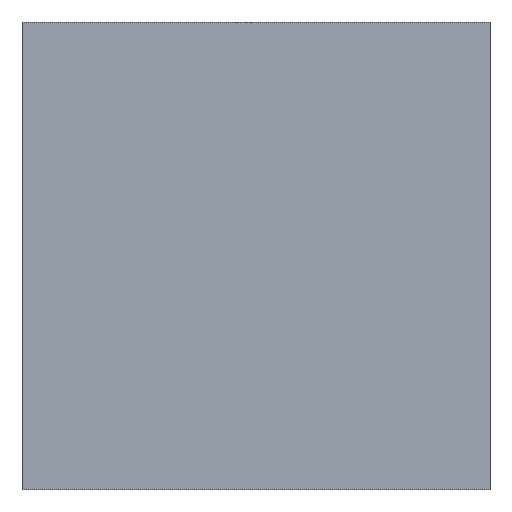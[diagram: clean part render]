
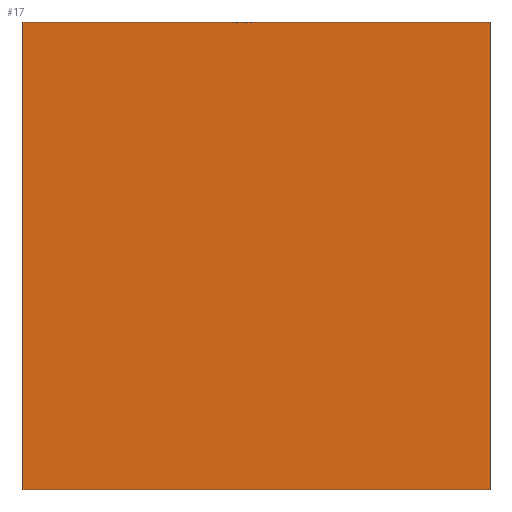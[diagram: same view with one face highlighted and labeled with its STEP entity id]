
A CAD part, top view. The second image highlights one B-rep face of the part: STEP entity #17.
In plain terms, the highlighted free-form (B-spline) face has degree [3, 3] with [4, 4] control points.
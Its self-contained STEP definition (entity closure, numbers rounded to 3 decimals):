
#17 = ADVANCED_FACE('',(#18),#33,.T.);
#18 = FACE_BOUND('',#19,.T.);
#19 = EDGE_LOOP('',(#20,#56,#73,#90));
#20 = ORIENTED_EDGE('',*,*,#21,.F.);
#21 = EDGE_CURVE('',#22,#24,#26,.T.);
#22 = VERTEX_POINT('',#23);
#23 = CARTESIAN_POINT('',(-5.,-5.,1.));
#24 = VERTEX_POINT('',#25);
#25 = CARTESIAN_POINT('',(-5.,5.,1.));
#26 = SURFACE_CURVE('',#27,(#32),.PCURVE_S1.);
#27 = B_SPLINE_CURVE_WITH_KNOTS('',3,(#28,#29,#30,#31),.UNSPECIFIED.,.F.
  ,.F.,(4,4),(0.,1.),.PIECEWISE_BEZIER_KNOTS.);
#28 = CARTESIAN_POINT('',(-5.,-5.,1.));
#29 = CARTESIAN_POINT('',(-5.,-1.667,1.));
#30 = CARTESIAN_POINT('',(-5.,1.667,1.));
#31 = CARTESIAN_POINT('',(-5.,5.,1.));
#32 = PCURVE('',#33,#50);
#33 = B_SPLINE_SURFACE_WITH_KNOTS('',3,3,(
    (#34,#35,#36,#37)
    ,(#38,#39,#40,#41)
    ,(#42,#43,#44,#45)
    ,(#46,#47,#48,#49
    )),.UNSPECIFIED.,.F.,.F.,.F.,(4,4),(4,4),(0.,1.),(0.,1.),
  .PIECEWISE_BEZIER_KNOTS.);
#34 = CARTESIAN_POINT('',(-5.,-5.,1.));
#35 = CARTESIAN_POINT('',(-5.,-1.667,1.));
#36 = CARTESIAN_POINT('',(-5.,1.667,1.));
#37 = CARTESIAN_POINT('',(-5.,5.,1.));
#38 = CARTESIAN_POINT('',(-1.667,-5.,1.));
#39 = CARTESIAN_POINT('',(-1.667,-1.667,1.));
#40 = CARTESIAN_POINT('',(-1.667,1.667,1.));
#41 = CARTESIAN_POINT('',(-1.667,5.,1.));
#42 = CARTESIAN_POINT('',(1.667,-5.,1.));
#43 = CARTESIAN_POINT('',(1.667,-1.667,1.));
#44 = CARTESIAN_POINT('',(1.667,1.667,1.));
#45 = CARTESIAN_POINT('',(1.667,5.,1.));
#46 = CARTESIAN_POINT('',(5.,-5.,1.));
#47 = CARTESIAN_POINT('',(5.,-1.667,1.));
#48 = CARTESIAN_POINT('',(5.,1.667,1.));
#49 = CARTESIAN_POINT('',(5.,5.,1.));
#50 = DEFINITIONAL_REPRESENTATION('',(#51),#55);
#51 = LINE('',#52,#53);
#52 = CARTESIAN_POINT('',(0.,0.));
#53 = VECTOR('',#54,1.);
#54 = DIRECTION('',(0.,1.));
#55 = ( GEOMETRIC_REPRESENTATION_CONTEXT(2) 
PARAMETRIC_REPRESENTATION_CONTEXT() REPRESENTATION_CONTEXT('2D SPACE',''
  ) );
#56 = ORIENTED_EDGE('',*,*,#57,.T.);
#57 = EDGE_CURVE('',#22,#58,#60,.T.);
#58 = VERTEX_POINT('',#59);
#59 = CARTESIAN_POINT('',(5.,-5.,1.));
#60 = SURFACE_CURVE('',#61,(#66),.PCURVE_S1.);
#61 = B_SPLINE_CURVE_WITH_KNOTS('',3,(#62,#63,#64,#65),.UNSPECIFIED.,.F.
  ,.F.,(4,4),(0.,1.),.PIECEWISE_BEZIER_KNOTS.);
#62 = CARTESIAN_POINT('',(-5.,-5.,1.));
#63 = CARTESIAN_POINT('',(-1.667,-5.,1.));
#64 = CARTESIAN_POINT('',(1.667,-5.,1.));
#65 = CARTESIAN_POINT('',(5.,-5.,1.));
#66 = PCURVE('',#33,#67);
#67 = DEFINITIONAL_REPRESENTATION('',(#68),#72);
#68 = LINE('',#69,#70);
#69 = CARTESIAN_POINT('',(0.,0.));
#70 = VECTOR('',#71,1.);
#71 = DIRECTION('',(1.,0.));
#72 = ( GEOMETRIC_REPRESENTATION_CONTEXT(2) 
PARAMETRIC_REPRESENTATION_CONTEXT() REPRESENTATION_CONTEXT('2D SPACE',''
  ) );
#73 = ORIENTED_EDGE('',*,*,#74,.T.);
#74 = EDGE_CURVE('',#58,#75,#77,.T.);
#75 = VERTEX_POINT('',#76);
#76 = CARTESIAN_POINT('',(5.,5.,1.));
#77 = SURFACE_CURVE('',#78,(#83),.PCURVE_S1.);
#78 = B_SPLINE_CURVE_WITH_KNOTS('',3,(#79,#80,#81,#82),.UNSPECIFIED.,.F.
  ,.F.,(4,4),(0.,1.),.PIECEWISE_BEZIER_KNOTS.);
#79 = CARTESIAN_POINT('',(5.,-5.,1.));
#80 = CARTESIAN_POINT('',(5.,-1.667,1.));
#81 = CARTESIAN_POINT('',(5.,1.667,1.));
#82 = CARTESIAN_POINT('',(5.,5.,1.));
#83 = PCURVE('',#33,#84);
#84 = DEFINITIONAL_REPRESENTATION('',(#85),#89);
#85 = LINE('',#86,#87);
#86 = CARTESIAN_POINT('',(1.,0.));
#87 = VECTOR('',#88,1.);
#88 = DIRECTION('',(0.,1.));
#89 = ( GEOMETRIC_REPRESENTATION_CONTEXT(2) 
PARAMETRIC_REPRESENTATION_CONTEXT() REPRESENTATION_CONTEXT('2D SPACE',''
  ) );
#90 = ORIENTED_EDGE('',*,*,#91,.F.);
#91 = EDGE_CURVE('',#24,#75,#92,.T.);
#92 = SURFACE_CURVE('',#93,(#98),.PCURVE_S1.);
#93 = B_SPLINE_CURVE_WITH_KNOTS('',3,(#94,#95,#96,#97),.UNSPECIFIED.,.F.
  ,.F.,(4,4),(0.,1.),.PIECEWISE_BEZIER_KNOTS.);
#94 = CARTESIAN_POINT('',(-5.,5.,1.));
#95 = CARTESIAN_POINT('',(-1.667,5.,1.));
#96 = CARTESIAN_POINT('',(1.667,5.,1.));
#97 = CARTESIAN_POINT('',(5.,5.,1.));
#98 = PCURVE('',#33,#99);
#99 = DEFINITIONAL_REPRESENTATION('',(#100),#104);
#100 = LINE('',#101,#102);
#101 = CARTESIAN_POINT('',(0.,1.));
#102 = VECTOR('',#103,1.);
#103 = DIRECTION('',(1.,0.));
#104 = ( GEOMETRIC_REPRESENTATION_CONTEXT(2) 
PARAMETRIC_REPRESENTATION_CONTEXT() REPRESENTATION_CONTEXT('2D SPACE',''
  ) );
